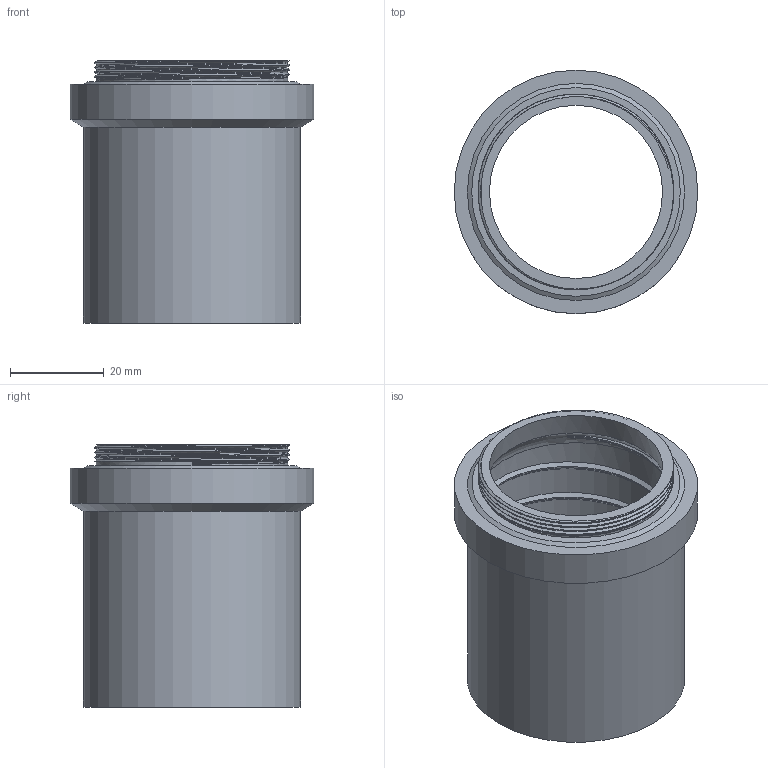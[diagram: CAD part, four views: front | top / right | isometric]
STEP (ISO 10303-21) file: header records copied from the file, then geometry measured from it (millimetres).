
FILE_DESCRIPTION( ( '' ), ' ' );
FILE_NAME( '5dfb88e3df27ac158bb47e65.step', '2019-12-19T14:27:47', ( '' ), ( '' ), ' ', ' ', ' ' );
FILE_SCHEMA( ( 'AUTOMOTIVE_DESIGN { 1 0 10303 214 1 1 1 1 }' ) );
Length unit declared in the file: metre
Products named in the file (3): Curve 2; Curve 1; Part 1
Bounding box: 52.05 x 52.05 x 56 mm (x, y, z)
Volume: 18630 mm3; surface area: 17988.6 mm2
Topology: 1 solids, 1 shells, 36 faces, 95 edges, 65 vertices
Faces by surface type: plane 14, cylinder 14, bspline 4, cone 3, torus 1
Full cylindrical faces by diameter (mm): 41 x1, 42.8 x6, 46.4 x1, 52.048 x1
Entity records: 3635 total; most frequent: CARTESIAN_POINT 2755, ORIENTED_EDGE 126, DIRECTION 117, EDGE_CURVE 63, AXIS2_PLACEMENT_3D 46, VERTEX_POINT 46, EDGE_LOOP 41, FACE_OUTER_BOUND 34
